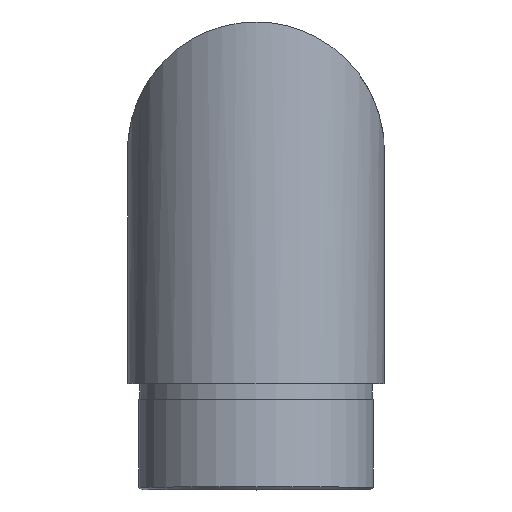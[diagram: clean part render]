
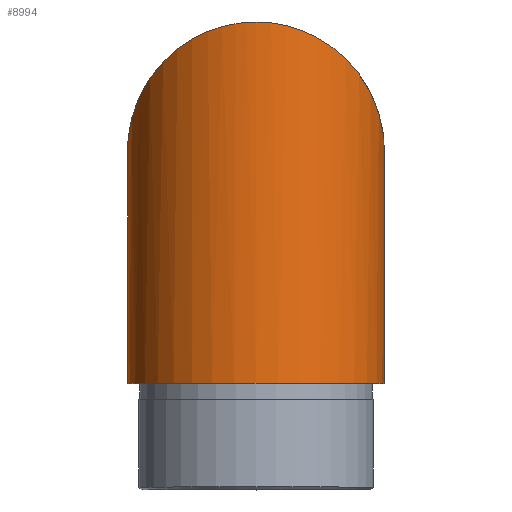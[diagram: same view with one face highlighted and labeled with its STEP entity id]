
A CAD part, top view. The second image highlights one B-rep face of the part: STEP entity #8994.
In plain terms, the highlighted cylindrical face has radius 24.15 mm (diameter 48.3 mm), a full revolution.
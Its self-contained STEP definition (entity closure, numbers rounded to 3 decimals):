
#198 = CARTESIAN_POINT ( 'NONE',  ( 0., 19.7, -24.15 ) ) ;
#347 = CARTESIAN_POINT ( 'NONE',  ( 48.3, 19.7, -24.15 ) ) ;
#1121 = CARTESIAN_POINT ( 'NONE',  ( 0., 19.7, -24.15 ) ) ;
#1145 = EDGE_LOOP ( 'NONE', ( #7351 ) ) ;
#1294 = DIRECTION ( 'NONE',  ( 0., 0., -1. ) ) ;
#1626 = ORIENTED_EDGE ( 'NONE', *, *, #4614, .T. ) ;
#2707 = AXIS2_PLACEMENT_3D ( 'NONE', #3145, #9163, #10873 ) ;
#2925 = CARTESIAN_POINT ( 'NONE',  ( 0., 68., 24.15 ) ) ;
#3145 = CARTESIAN_POINT ( 'NONE',  ( 0., 0., 0. ) ) ;
#3412 = VERTEX_POINT ( 'NONE', #6307 ) ;
#4368 = FACE_OUTER_BOUND ( 'NONE', #10278, .T. ) ;
#4411 = EDGE_CURVE ( 'NONE', #10031, #10031, #8249, .T. ) ;
#4562 = CARTESIAN_POINT ( 'NONE',  ( -48.3, 68., 24.15 ) ) ;
#4614 = EDGE_CURVE ( 'NONE', #3412, #3412, #7533, .T. ) ;
#5316 = CARTESIAN_POINT ( 'NONE',  ( 48.3, 68., 24.15 ) ) ;
#5393 = CARTESIAN_POINT ( 'NONE',  ( 0., 19.7, -24.15 ) ) ;
#5468 = CARTESIAN_POINT ( 'NONE',  ( -48.3, 19.7, -24.15 ) ) ;
#6280 = CYLINDRICAL_SURFACE ( 'NONE', #6342, 24.15 ) ;
#6307 = CARTESIAN_POINT ( 'NONE',  ( 0., 0., 24.15 ) ) ;
#6342 = AXIS2_PLACEMENT_3D ( 'NONE', #7401, #9139, #1294 ) ;
#7328 = FACE_OUTER_BOUND ( 'NONE', #1145, .T. ) ;
#7351 = ORIENTED_EDGE ( 'NONE', *, *, #4411, .F. ) ;
#7401 = CARTESIAN_POINT ( 'NONE',  ( 0., 112.157, 0. ) ) ;
#7533 = CIRCLE ( 'NONE', #2707, 24.15 ) ;
#8249 =( BOUNDED_CURVE ( )  B_SPLINE_CURVE ( 3, ( #5393, #5468, #4562, #2925, #5316, #347, #198 ),
 .UNSPECIFIED., .T., .T. ) 
 B_SPLINE_CURVE_WITH_KNOTS ( ( 4, 3, 4 ),
 ( 0., 3.142, 6.283 ),
 .UNSPECIFIED. ) 
 CURVE ( )  GEOMETRIC_REPRESENTATION_ITEM ( )  RATIONAL_B_SPLINE_CURVE ( ( 1., 0.333, 0.333, 1., 0.333, 0.333, 1. ) ) 
 REPRESENTATION_ITEM ( '' )  );
#8994 = ADVANCED_FACE ( 'NONE', ( #4368, #7328 ), #6280, .T. ) ;
#9139 = DIRECTION ( 'NONE',  ( 0., -1., 0. ) ) ;
#9163 = DIRECTION ( 'NONE',  ( 0., 1., 0. ) ) ;
#10031 = VERTEX_POINT ( 'NONE', #1121 ) ;
#10278 = EDGE_LOOP ( 'NONE', ( #1626 ) ) ;
#10873 = DIRECTION ( 'NONE',  ( 0., 0., 1. ) ) ;
